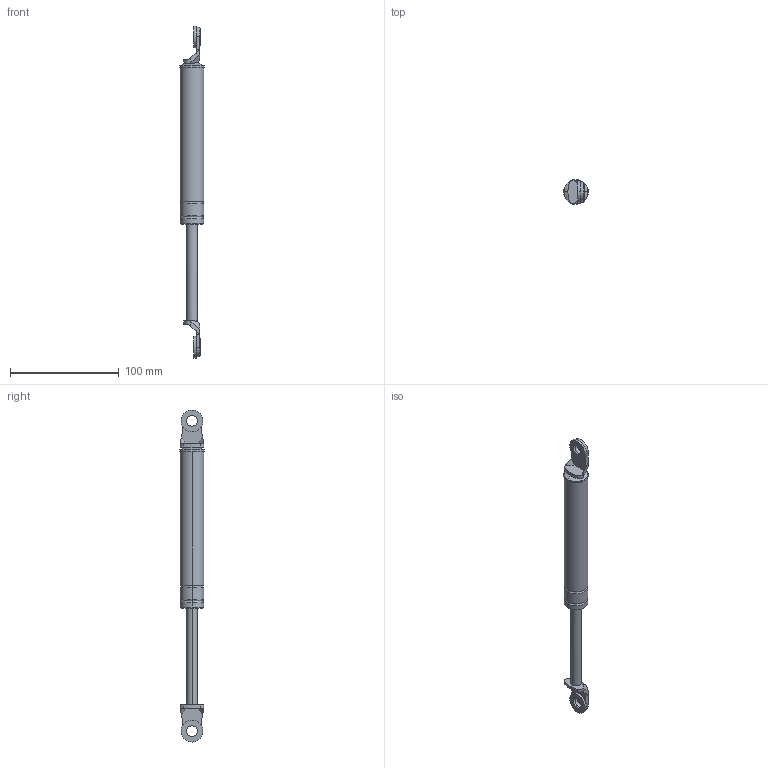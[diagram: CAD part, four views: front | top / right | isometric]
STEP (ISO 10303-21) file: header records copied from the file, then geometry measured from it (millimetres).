
FILE_DESCRIPTION( (''), '2;1');
FILE_NAME ('PC50.23628.TM_369_80_40_5801.stp','2020-10-26T12:34:30',(''),(''),'spGate 16.7.1','','');
FILE_SCHEMA (('AUTOMOTIVE_DESIGN'));
Length unit declared in the file: millimetre
Products named in the file (5): Assembly; ウェーブワッシャー; ワッシャー; 本体; 本体_div
Assembly tree (6 placements, depth 2):
  Assembly
    ウェーブワッシャー  x2
    ワッシャー  x2
    本体
    本体_div
Bounding box: 22.5 x 22.5 x 305 mm (x, y, z)
Volume: 67987.6 mm3; surface area: 19308.1 mm2
Topology: 6 solids, 6 shells, 95 faces, 224 edges, 144 vertices
Faces by surface type: cylinder 44, plane 43, bspline 8
Entity records: 4432 total; most frequent: CARTESIAN_POINT 761, DIRECTION 408, ORIENTED_EDGE 400, COLOUR_RGB 287, PRESENTATION_STYLE_ASSIGNMENT 287, STYLED_ITEM 287, EDGE_CURVE 200, DRAUGHTING_PRE_DEFINED_CURVE_FONT 200
